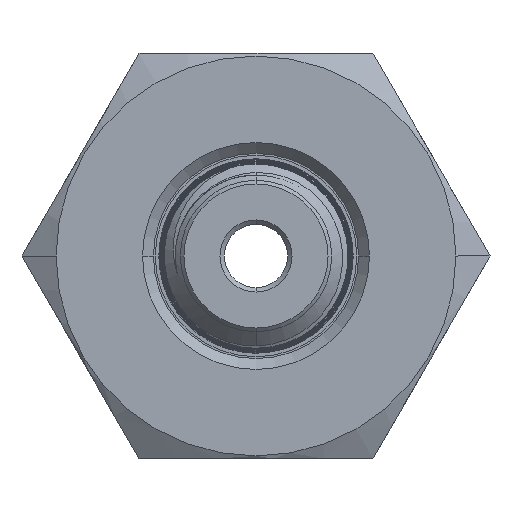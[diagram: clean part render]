
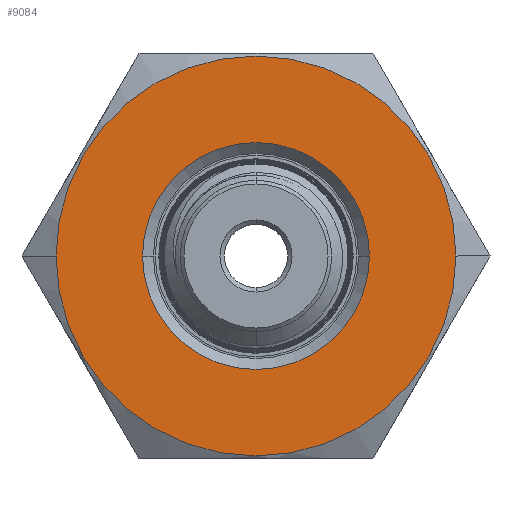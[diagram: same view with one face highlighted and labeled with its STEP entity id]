
A CAD part, left-side view. The second image highlights one B-rep face of the part: STEP entity #9084.
In plain terms, the highlighted planar face has unit normal (-1, 0, 0).
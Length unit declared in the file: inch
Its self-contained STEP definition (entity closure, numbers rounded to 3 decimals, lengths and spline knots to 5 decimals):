
#233 = CARTESIAN_POINT ( 'NONE',  ( 1.54411, 2.10411, 2.69815 ) ) ;
#299 = CIRCLE ( 'NONE', #16031, 0.555 ) ;
#742 = AXIS2_PLACEMENT_3D ( 'NONE', #7488, #15771, #6094 ) ;
#812 = VERTEX_POINT ( 'NONE', #4830 ) ;
#951 = CARTESIAN_POINT ( 'NONE',  ( 1.54411, 2.34411, 2.69815 ) ) ;
#964 = ORIENTED_EDGE ( 'NONE', *, *, #6031, .F. ) ;
#1908 = PLANE ( 'NONE',  #14960 ) ;
#2458 = FACE_OUTER_BOUND ( 'NONE', #5223, .T. ) ;
#2823 = EDGE_LOOP ( 'NONE', ( #17546, #9765 ) ) ;
#2974 = CIRCLE ( 'NONE', #12585, 0.315 ) ;
#3793 = CARTESIAN_POINT ( 'NONE',  ( 1.54411, 1.78911, 2.69815 ) ) ;
#3883 = CARTESIAN_POINT ( 'NONE',  ( 1.54411, 1.78911, 2.69815 ) ) ;
#3940 = DIRECTION ( 'NONE',  ( 0., 1., 0. ) ) ;
#4830 = CARTESIAN_POINT ( 'NONE',  ( 1.54411, 1.23411, 2.69815 ) ) ;
#5223 = EDGE_LOOP ( 'NONE', ( #8589, #964 ) ) ;
#5682 = VERTEX_POINT ( 'NONE', #951 ) ;
#6031 = EDGE_CURVE ( 'NONE', #812, #5682, #16501, .T. ) ;
#6094 = DIRECTION ( 'NONE',  ( 0., 1., 0. ) ) ;
#6178 = EDGE_CURVE ( 'NONE', #12508, #16269, #2974, .T. ) ;
#6188 = FACE_BOUND ( 'NONE', #2823, .T. ) ;
#6228 = DIRECTION ( 'NONE',  ( -1., 0., 0. ) ) ;
#7488 = CARTESIAN_POINT ( 'NONE',  ( 1.54411, 1.78911, 2.69815 ) ) ;
#7938 = DIRECTION ( 'NONE',  ( 0., 1., 0. ) ) ;
#8589 = ORIENTED_EDGE ( 'NONE', *, *, #16500, .F. ) ;
#8694 = CARTESIAN_POINT ( 'NONE',  ( 1.54411, 1.47411, 2.69815 ) ) ;
#9084 = ADVANCED_FACE ( 'NONE', ( #6188, #2458 ), #1908, .T. ) ;
#9765 = ORIENTED_EDGE ( 'NONE', *, *, #17781, .T. ) ;
#10971 = DIRECTION ( 'NONE',  ( 1., 0., 0. ) ) ;
#11318 = AXIS2_PLACEMENT_3D ( 'NONE', #3793, #14926, #7938 ) ;
#12508 = VERTEX_POINT ( 'NONE', #8694 ) ;
#12585 = AXIS2_PLACEMENT_3D ( 'NONE', #3883, #10971, #3940 ) ;
#13619 = DIRECTION ( 'NONE',  ( 1., 0., 0. ) ) ;
#14439 = CARTESIAN_POINT ( 'NONE',  ( 1.54411, 1.78911, 2.69815 ) ) ;
#14926 = DIRECTION ( 'NONE',  ( 1., 0., 0. ) ) ;
#14960 = AXIS2_PLACEMENT_3D ( 'NONE', #14439, #6228, #15965 ) ;
#15771 = DIRECTION ( 'NONE',  ( 1., 0., 0. ) ) ;
#15829 = CIRCLE ( 'NONE', #742, 0.315 ) ;
#15965 = DIRECTION ( 'NONE',  ( 0., -1., 0. ) ) ;
#16031 = AXIS2_PLACEMENT_3D ( 'NONE', #17560, #13619, #17786 ) ;
#16269 = VERTEX_POINT ( 'NONE', #233 ) ;
#16500 = EDGE_CURVE ( 'NONE', #5682, #812, #299, .T. ) ;
#16501 = CIRCLE ( 'NONE', #11318, 0.555 ) ;
#17546 = ORIENTED_EDGE ( 'NONE', *, *, #6178, .T. ) ;
#17560 = CARTESIAN_POINT ( 'NONE',  ( 1.54411, 1.78911, 2.69815 ) ) ;
#17781 = EDGE_CURVE ( 'NONE', #16269, #12508, #15829, .T. ) ;
#17786 = DIRECTION ( 'NONE',  ( 0., 1., 0. ) ) ;
